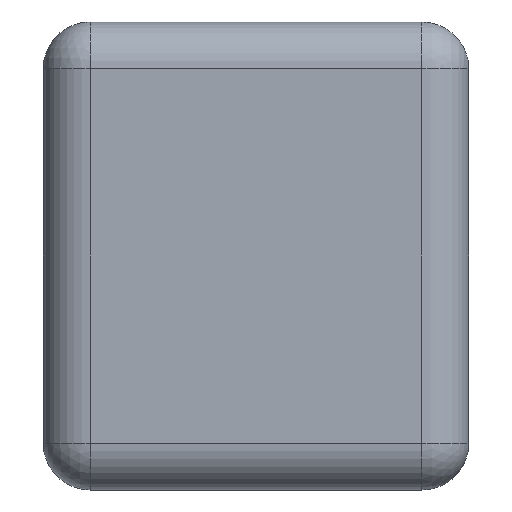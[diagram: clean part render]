
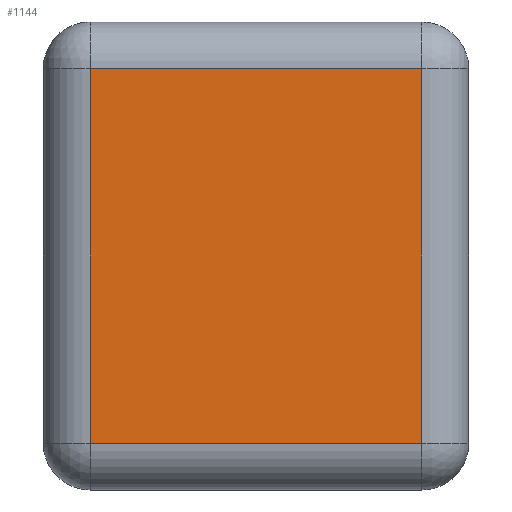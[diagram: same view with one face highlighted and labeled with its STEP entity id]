
A CAD part, left-side view. The second image highlights one B-rep face of the part: STEP entity #1144.
In plain terms, the highlighted planar face has unit normal (-1, 0, 0).
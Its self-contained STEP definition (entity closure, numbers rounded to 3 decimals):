
#5 = VECTOR ( 'NONE', #314, 1000. ) ;
#14 = LINE ( 'NONE', #1020, #670 ) ;
#65 = FACE_OUTER_BOUND ( 'NONE', #485, .T. ) ;
#115 = LINE ( 'NONE', #553, #119 ) ;
#119 = VECTOR ( 'NONE', #973, 1000. ) ;
#154 = ORIENTED_EDGE ( 'NONE', *, *, #1344, .T. ) ;
#296 = ORIENTED_EDGE ( 'NONE', *, *, #328, .T. ) ;
#314 = DIRECTION ( 'NONE',  ( 0., 0., 1. ) ) ;
#328 = EDGE_CURVE ( 'NONE', #664, #646, #115, .T. ) ;
#395 = CARTESIAN_POINT ( 'NONE',  ( -0.3, -0.117, 0. ) ) ;
#404 = VERTEX_POINT ( 'NONE', #815 ) ;
#477 = EDGE_CURVE ( 'NONE', #404, #646, #1200, .T. ) ;
#485 = EDGE_LOOP ( 'NONE', ( #296, #1399, #970, #154 ) ) ;
#496 = PLANE ( 'NONE',  #906 ) ;
#542 = CARTESIAN_POINT ( 'NONE',  ( -0.3, -0.117, 0.033 ) ) ;
#553 = CARTESIAN_POINT ( 'NONE',  ( -0.3, -0.15, 0.297 ) ) ;
#600 = DIRECTION ( 'NONE',  ( 0., 0., 1. ) ) ;
#621 = VERTEX_POINT ( 'NONE', #542 ) ;
#646 = VERTEX_POINT ( 'NONE', #662 ) ;
#662 = CARTESIAN_POINT ( 'NONE',  ( -0.3, 0.117, 0.297 ) ) ;
#664 = VERTEX_POINT ( 'NONE', #782 ) ;
#670 = VECTOR ( 'NONE', #1238, 1000. ) ;
#677 = EDGE_CURVE ( 'NONE', #621, #404, #14, .T. ) ;
#691 = CARTESIAN_POINT ( 'NONE',  ( -0.3, -0.15, 0. ) ) ;
#782 = CARTESIAN_POINT ( 'NONE',  ( -0.3, -0.117, 0.297 ) ) ;
#815 = CARTESIAN_POINT ( 'NONE',  ( -0.3, 0.117, 0.033 ) ) ;
#830 = CARTESIAN_POINT ( 'NONE',  ( -0.3, 0.117, 0. ) ) ;
#906 = AXIS2_PLACEMENT_3D ( 'NONE', #691, #950, #1169 ) ;
#950 = DIRECTION ( 'NONE',  ( 1., 0., 0. ) ) ;
#970 = ORIENTED_EDGE ( 'NONE', *, *, #677, .F. ) ;
#973 = DIRECTION ( 'NONE',  ( 0., 1., 0. ) ) ;
#1020 = CARTESIAN_POINT ( 'NONE',  ( -0.3, -0.15, 0.033 ) ) ;
#1144 = ADVANCED_FACE ( 'NONE', ( #65 ), #496, .F. ) ;
#1152 = VECTOR ( 'NONE', #600, 1000. ) ;
#1169 = DIRECTION ( 'NONE',  ( 0., 1., 0. ) ) ;
#1200 = LINE ( 'NONE', #830, #5 ) ;
#1238 = DIRECTION ( 'NONE',  ( 0., 1., 0. ) ) ;
#1344 = EDGE_CURVE ( 'NONE', #621, #664, #1402, .T. ) ;
#1399 = ORIENTED_EDGE ( 'NONE', *, *, #477, .F. ) ;
#1402 = LINE ( 'NONE', #395, #1152 ) ;
